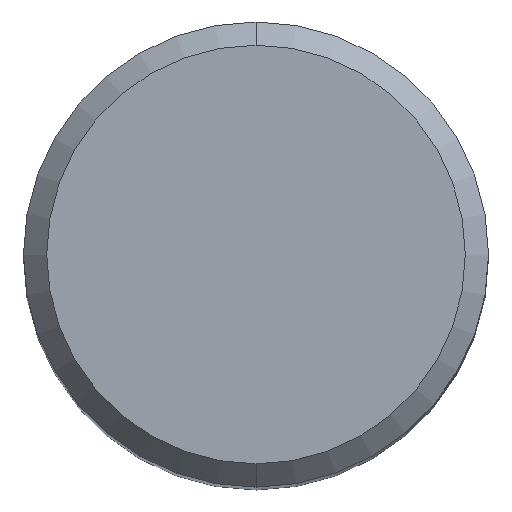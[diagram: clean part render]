
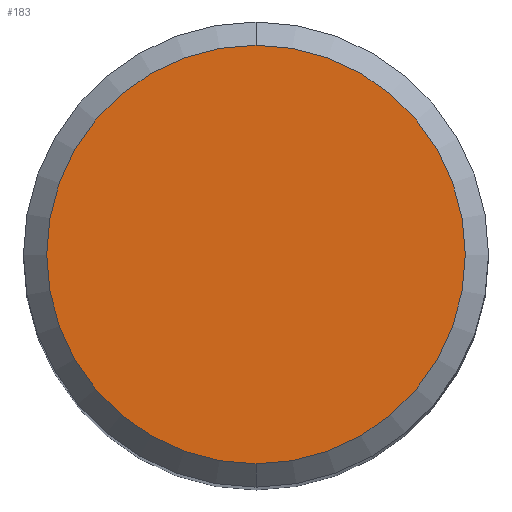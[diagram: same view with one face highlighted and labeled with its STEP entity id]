
A CAD part, top view. The second image highlights one B-rep face of the part: STEP entity #183.
In plain terms, the highlighted planar face has unit normal (0, 0, 1).
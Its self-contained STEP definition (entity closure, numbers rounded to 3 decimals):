
#113=EDGE_CURVE('',#157,#203,#266,.T.);
#145=EDGE_CURVE('',#203,#157,#299,.T.);
#157=VERTEX_POINT('',#314);
#183=ADVANCED_FACE('',(#343),#344,.T.);
#203=VERTEX_POINT('',#369);
#266=CIRCLE('',#432,5.4);
#299=CIRCLE('',#479,5.4);
#314=CARTESIAN_POINT('',(0.0,5.4,0.0));
#343=FACE_OUTER_BOUND('',#533,.T.);
#344=PLANE('',#534);
#369=CARTESIAN_POINT('',(0.,-5.4,0.0));
#432=AXIS2_PLACEMENT_3D('',#622,#623,#624);
#479=AXIS2_PLACEMENT_3D('',#646,#647,#648);
#533=EDGE_LOOP('',(#715,#716));
#534=AXIS2_PLACEMENT_3D('',#717,#718,#719);
#622=CARTESIAN_POINT('',(0.0,0.0,0.0));
#623=DIRECTION('',(0.0,0.0,-1.0));
#624=DIRECTION('',(0.0,1.0,0.0));
#646=CARTESIAN_POINT('',(0.0,0.0,0.0));
#647=DIRECTION('',(0.0,0.0,-1.0));
#648=DIRECTION('',(0.0,1.0,0.0));
#715=ORIENTED_EDGE('',*,*,#113,.F.);
#716=ORIENTED_EDGE('',*,*,#145,.F.);
#717=CARTESIAN_POINT('',(0.0,2.7,0.0));
#718=DIRECTION('',(-0.0,0.0,1.0));
#719=DIRECTION('',(0.0,-1.0,0.0));
